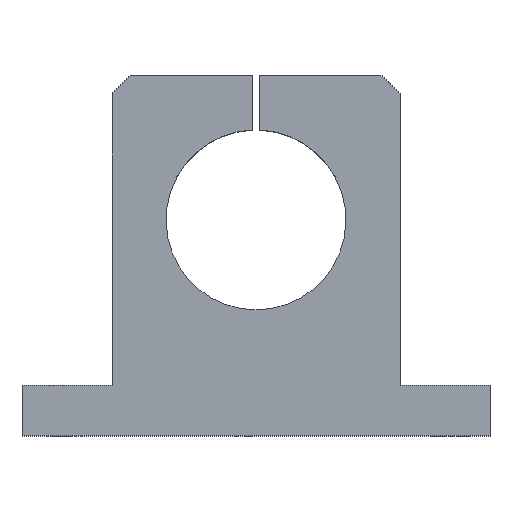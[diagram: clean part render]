
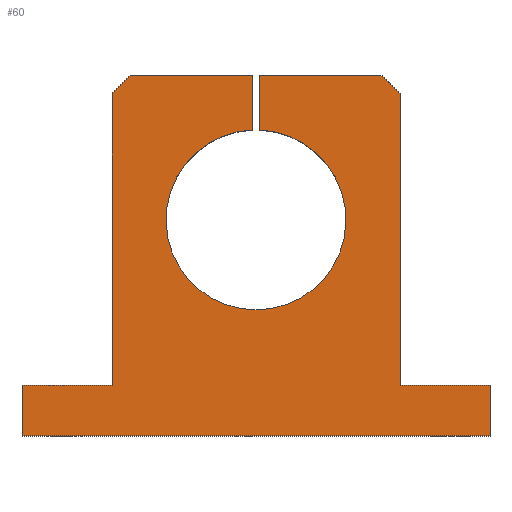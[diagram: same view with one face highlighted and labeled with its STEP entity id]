
A CAD part, top view. The second image highlights one B-rep face of the part: STEP entity #60.
In plain terms, the highlighted planar face has unit normal (0, 0, 1).
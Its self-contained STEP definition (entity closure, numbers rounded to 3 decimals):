
#60 = ADVANCED_FACE( '', ( #132 ), #133, .T. );
#132 = FACE_OUTER_BOUND( '', #217, .T. );
#133 = PLANE( '', #218 );
#217 = EDGE_LOOP( '', ( #335, #336, #337, #338, #339, #340, #341, #342, #343, #344, #345, #346, #347, #348 ) );
#218 = AXIS2_PLACEMENT_3D( '', #349, #350, #351 );
#335 = ORIENTED_EDGE( '', *, *, #509, .T. );
#336 = ORIENTED_EDGE( '', *, *, #510, .T. );
#337 = ORIENTED_EDGE( '', *, *, #511, .T. );
#338 = ORIENTED_EDGE( '', *, *, #512, .T. );
#339 = ORIENTED_EDGE( '', *, *, #513, .T. );
#340 = ORIENTED_EDGE( '', *, *, #486, .T. );
#341 = ORIENTED_EDGE( '', *, *, #514, .T. );
#342 = ORIENTED_EDGE( '', *, *, #515, .T. );
#343 = ORIENTED_EDGE( '', *, *, #516, .F. );
#344 = ORIENTED_EDGE( '', *, *, #517, .T. );
#345 = ORIENTED_EDGE( '', *, *, #518, .T. );
#346 = ORIENTED_EDGE( '', *, *, #506, .T. );
#347 = ORIENTED_EDGE( '', *, *, #519, .T. );
#348 = ORIENTED_EDGE( '', *, *, #476, .T. );
#349 = CARTESIAN_POINT( '', ( 0., 60., 40. ) );
#350 = DIRECTION( '', ( 0., 0., 1. ) );
#351 = DIRECTION( '', ( 1., 0., 0. ) );
#476 = EDGE_CURVE( '', #559, #557, #560, .T. );
#486 = EDGE_CURVE( '', #577, #575, #578, .T. );
#506 = EDGE_CURVE( '', #610, #608, #611, .T. );
#509 = EDGE_CURVE( '', #557, #614, #615, .T. );
#510 = EDGE_CURVE( '', #614, #616, #617, .T. );
#511 = EDGE_CURVE( '', #616, #618, #619, .T. );
#512 = EDGE_CURVE( '', #618, #620, #621, .T. );
#513 = EDGE_CURVE( '', #620, #577, #622, .T. );
#514 = EDGE_CURVE( '', #575, #623, #624, .T. );
#515 = EDGE_CURVE( '', #623, #625, #626, .T. );
#516 = EDGE_CURVE( '', #627, #625, #628, .T. );
#517 = EDGE_CURVE( '', #627, #629, #630, .T. );
#518 = EDGE_CURVE( '', #629, #610, #631, .T. );
#519 = EDGE_CURVE( '', #608, #559, #632, .T. );
#557 = VERTEX_POINT( '', #676 );
#559 = VERTEX_POINT( '', #679 );
#560 = LINE( '', #680, #681 );
#575 = VERTEX_POINT( '', #699 );
#577 = VERTEX_POINT( '', #702 );
#578 = LINE( '', #703, #704 );
#608 = VERTEX_POINT( '', #746 );
#610 = VERTEX_POINT( '', #749 );
#611 = LINE( '', #750, #751 );
#614 = VERTEX_POINT( '', #755 );
#615 = LINE( '', #756, #757 );
#616 = VERTEX_POINT( '', #758 );
#617 = LINE( '', #759, #760 );
#618 = VERTEX_POINT( '', #761 );
#619 = LINE( '', #762, #763 );
#620 = VERTEX_POINT( '', #764 );
#621 = LINE( '', #765, #766 );
#622 = LINE( '', #767, #768 );
#623 = VERTEX_POINT( '', #769 );
#624 = LINE( '', #770, #771 );
#625 = VERTEX_POINT( '', #772 );
#626 = LINE( '', #773, #774 );
#627 = VERTEX_POINT( '', #775 );
#628 = CIRCLE( '', #776, 25. );
#629 = VERTEX_POINT( '', #777 );
#630 = LINE( '', #778, #779 );
#631 = LINE( '', #780, #781 );
#632 = LINE( '', #782, #783 );
#676 = CARTESIAN_POINT( '', ( -65., 14., 40. ) );
#679 = CARTESIAN_POINT( '', ( -40., 14., 40. ) );
#680 = CARTESIAN_POINT( '', ( -40., 14., 40. ) );
#681 = VECTOR( '', #863, 1000. );
#699 = CARTESIAN_POINT( '', ( 35., 100., 40. ) );
#702 = CARTESIAN_POINT( '', ( 40., 95., 40. ) );
#703 = CARTESIAN_POINT( '', ( 40., 95., 40. ) );
#704 = VECTOR( '', #877, 1000. );
#746 = CARTESIAN_POINT( '', ( -40., 95., 40. ) );
#749 = CARTESIAN_POINT( '', ( -35., 100., 40. ) );
#750 = CARTESIAN_POINT( '', ( -35., 100., 40. ) );
#751 = VECTOR( '', #900, 1000. );
#755 = CARTESIAN_POINT( '', ( -65., 0., 40. ) );
#756 = CARTESIAN_POINT( '', ( -65., 14., 40. ) );
#757 = VECTOR( '', #902, 1000. );
#758 = CARTESIAN_POINT( '', ( 65., 0., 40. ) );
#759 = CARTESIAN_POINT( '', ( -65., 0., 40. ) );
#760 = VECTOR( '', #903, 1000. );
#761 = CARTESIAN_POINT( '', ( 65., 14., 40. ) );
#762 = CARTESIAN_POINT( '', ( 65., 0., 40. ) );
#763 = VECTOR( '', #904, 1000. );
#764 = CARTESIAN_POINT( '', ( 40., 14., 40. ) );
#765 = CARTESIAN_POINT( '', ( 65., 14., 40. ) );
#766 = VECTOR( '', #905, 1000. );
#767 = CARTESIAN_POINT( '', ( 40., 14., 40. ) );
#768 = VECTOR( '', #906, 1000. );
#769 = CARTESIAN_POINT( '', ( 1., 100., 40. ) );
#770 = CARTESIAN_POINT( '', ( 35., 100., 40. ) );
#771 = VECTOR( '', #907, 1000. );
#772 = CARTESIAN_POINT( '', ( 1., 84.98, 40. ) );
#773 = CARTESIAN_POINT( '', ( 1., 100., 40. ) );
#774 = VECTOR( '', #908, 1000. );
#775 = CARTESIAN_POINT( '', ( -1., 84.98, 40. ) );
#776 = AXIS2_PLACEMENT_3D( '', #909, #910, #911 );
#777 = CARTESIAN_POINT( '', ( -1., 100., 40. ) );
#778 = CARTESIAN_POINT( '', ( -1., 84.98, 40. ) );
#779 = VECTOR( '', #912, 1000. );
#780 = CARTESIAN_POINT( '', ( -1., 100., 40. ) );
#781 = VECTOR( '', #913, 1000. );
#782 = CARTESIAN_POINT( '', ( -40., 95., 40. ) );
#783 = VECTOR( '', #914, 1000. );
#863 = DIRECTION( '', ( -1., 0., 0. ) );
#877 = DIRECTION( '', ( -0.707, 0.707, 0. ) );
#900 = DIRECTION( '', ( -0.707, -0.707, 0. ) );
#902 = DIRECTION( '', ( 0., -1., 0. ) );
#903 = DIRECTION( '', ( 1., 0., 0. ) );
#904 = DIRECTION( '', ( 0., 1., 0. ) );
#905 = DIRECTION( '', ( -1., 0., 0. ) );
#906 = DIRECTION( '', ( 0., 1., 0. ) );
#907 = DIRECTION( '', ( -1., 0., 0. ) );
#908 = DIRECTION( '', ( 0., -1., 0. ) );
#909 = CARTESIAN_POINT( '', ( 0., 60., 40. ) );
#910 = DIRECTION( '', ( 0., 0., 1. ) );
#911 = DIRECTION( '', ( 1., 0., 0. ) );
#912 = DIRECTION( '', ( 0., 1., 0. ) );
#913 = DIRECTION( '', ( -1., 0., 0. ) );
#914 = DIRECTION( '', ( 0., -1., 0. ) );
